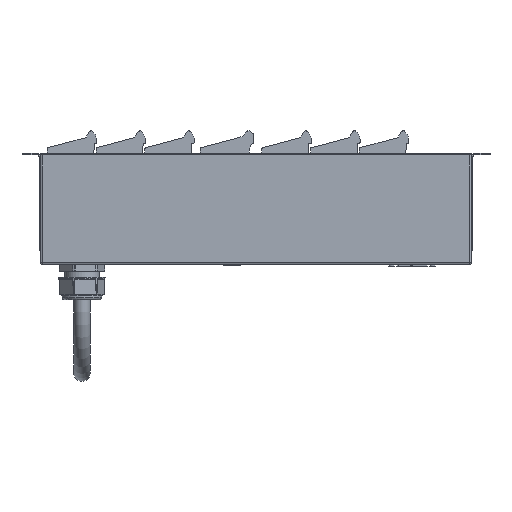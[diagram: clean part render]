
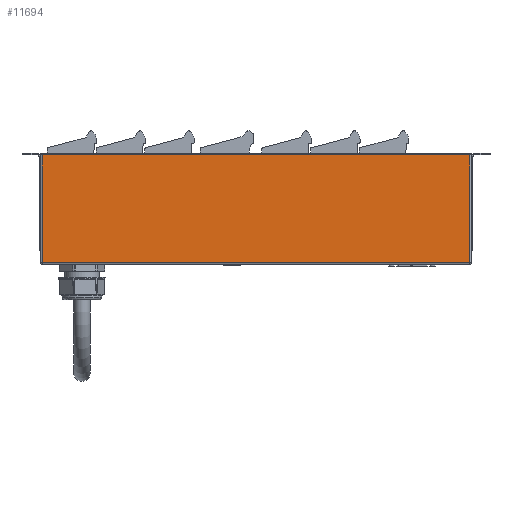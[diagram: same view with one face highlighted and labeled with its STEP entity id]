
A CAD part, front view. The second image highlights one B-rep face of the part: STEP entity #11694.
In plain terms, the highlighted planar face has unit normal (0, -1, 0).
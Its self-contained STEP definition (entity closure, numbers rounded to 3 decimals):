
#55 = DIRECTION ( 'NONE',  ( 0., 1., 0. ) ) ;
#501 = VECTOR ( 'NONE', #17316, 1000. ) ;
#1825 = CARTESIAN_POINT ( 'NONE',  ( 219.774, 0., 54.829 ) ) ;
#2542 = CARTESIAN_POINT ( 'NONE',  ( 221.488, 0., -56.043 ) ) ;
#2962 = LINE ( 'NONE', #11581, #29322 ) ;
#3432 = CARTESIAN_POINT ( 'NONE',  ( -219.774, 0., 0. ) ) ;
#3533 = CARTESIAN_POINT ( 'NONE',  ( -219.774, 0., -56.043 ) ) ;
#3769 = EDGE_CURVE ( 'NONE', #34354, #25710, #32961, .T. ) ;
#6943 = CARTESIAN_POINT ( 'NONE',  ( 219.774, 0., 0. ) ) ;
#7988 = FACE_OUTER_BOUND ( 'NONE', #19883, .T. ) ;
#8184 = CARTESIAN_POINT ( 'NONE',  ( -219.774, 0., 54.829 ) ) ;
#8477 = LINE ( 'NONE', #2542, #501 ) ;
#9877 = ORIENTED_EDGE ( 'NONE', *, *, #35917, .T. ) ;
#10881 = PLANE ( 'NONE',  #32478 ) ;
#11320 = VECTOR ( 'NONE', #27482, 1000. ) ;
#11581 = CARTESIAN_POINT ( 'NONE',  ( 0., 0., 54.829 ) ) ;
#11694 = ADVANCED_FACE ( 'NONE', ( #7988 ), #10881, .F. ) ;
#16709 = CARTESIAN_POINT ( 'NONE',  ( 219.774, 0., -56.043 ) ) ;
#17316 = DIRECTION ( 'NONE',  ( 1., 0., 0. ) ) ;
#18729 = VECTOR ( 'NONE', #33144, 1000. ) ;
#19346 = DIRECTION ( 'NONE',  ( 0., 0., 1. ) ) ;
#19883 = EDGE_LOOP ( 'NONE', ( #35571, #37714, #9877, #21307 ) ) ;
#20064 = DIRECTION ( 'NONE',  ( -1., 0., 0. ) ) ;
#21307 = ORIENTED_EDGE ( 'NONE', *, *, #3769, .T. ) ;
#23109 = EDGE_CURVE ( 'NONE', #31998, #31195, #24613, .T. ) ;
#24613 = LINE ( 'NONE', #6943, #11320 ) ;
#25710 = VERTEX_POINT ( 'NONE', #3533 ) ;
#27482 = DIRECTION ( 'NONE',  ( 0., 0., 1. ) ) ;
#28539 = CARTESIAN_POINT ( 'NONE',  ( 0., 0., 0. ) ) ;
#29322 = VECTOR ( 'NONE', #20064, 1000. ) ;
#31195 = VERTEX_POINT ( 'NONE', #1825 ) ;
#31998 = VERTEX_POINT ( 'NONE', #16709 ) ;
#32478 = AXIS2_PLACEMENT_3D ( 'NONE', #28539, #55, #19346 ) ;
#32961 = LINE ( 'NONE', #3432, #18729 ) ;
#33144 = DIRECTION ( 'NONE',  ( 0., 0., -1. ) ) ;
#34354 = VERTEX_POINT ( 'NONE', #8184 ) ;
#35571 = ORIENTED_EDGE ( 'NONE', *, *, #36330, .T. ) ;
#35917 = EDGE_CURVE ( 'NONE', #31195, #34354, #2962, .T. ) ;
#36330 = EDGE_CURVE ( 'NONE', #25710, #31998, #8477, .T. ) ;
#37714 = ORIENTED_EDGE ( 'NONE', *, *, #23109, .T. ) ;
